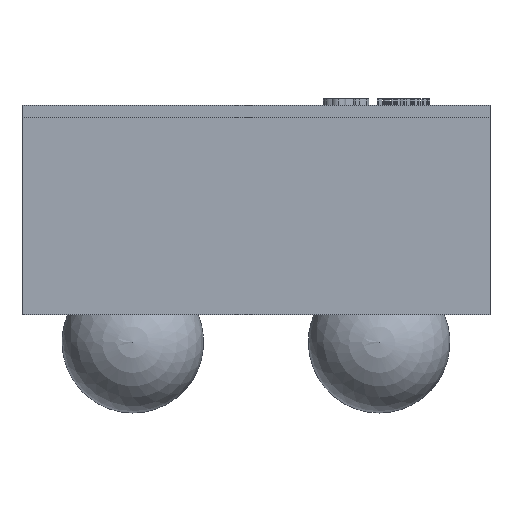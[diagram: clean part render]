
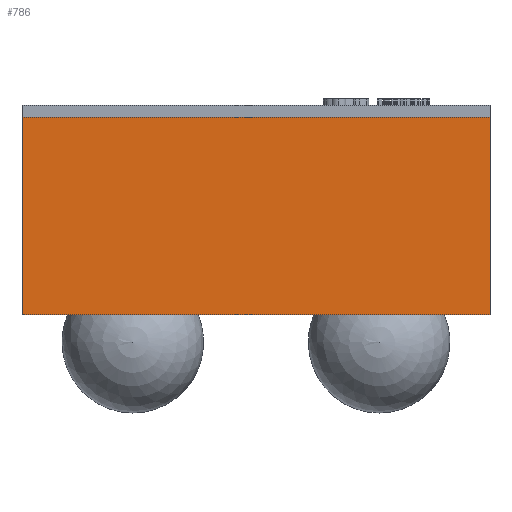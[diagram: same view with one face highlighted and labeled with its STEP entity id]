
A CAD part, front view. The second image highlights one B-rep face of the part: STEP entity #786.
In plain terms, the highlighted planar face has unit normal (0, -1, 0).
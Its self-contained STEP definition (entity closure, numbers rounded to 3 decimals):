
#401 = CARTESIAN_POINT ( 'NONE',  ( -0.38, -0.38, -0.32 ) ) ;
#493 = DIRECTION ( 'NONE',  ( -1., 0., 0. ) ) ;
#677 = EDGE_LOOP ( 'NONE', ( #6828, #2412, #10120, #12396 ) ) ;
#786 = ADVANCED_FACE ( 'NONE', ( #10505 ), #5111, .F. ) ;
#839 = DIRECTION ( 'NONE',  ( -1., 0., 0. ) ) ;
#1395 = EDGE_CURVE ( 'NONE', #2111, #2153, #10682, .T. ) ;
#1965 = VECTOR ( 'NONE', #839, 1000. ) ;
#2111 = VERTEX_POINT ( 'NONE', #401 ) ;
#2153 = VERTEX_POINT ( 'NONE', #13744 ) ;
#2412 = ORIENTED_EDGE ( 'NONE', *, *, #1395, .F. ) ;
#3000 = CARTESIAN_POINT ( 'NONE',  ( 0.38, -0.38, -0.32 ) ) ;
#3913 = LINE ( 'NONE', #14038, #6658 ) ;
#3998 = CARTESIAN_POINT ( 'NONE',  ( -0.38, -0.38, -0.32 ) ) ;
#5111 = PLANE ( 'NONE',  #11499 ) ;
#5155 = EDGE_CURVE ( 'NONE', #12536, #2153, #3913, .T. ) ;
#5849 = LINE ( 'NONE', #3000, #1965 ) ;
#6618 = CARTESIAN_POINT ( 'NONE',  ( 0.38, -0.38, -0.32 ) ) ;
#6658 = VECTOR ( 'NONE', #493, 1000. ) ;
#6736 = DIRECTION ( 'NONE',  ( 0., 0., 1. ) ) ;
#6828 = ORIENTED_EDGE ( 'NONE', *, *, #5155, .T. ) ;
#7326 = DIRECTION ( 'NONE',  ( 0., 0., 1. ) ) ;
#7617 = VECTOR ( 'NONE', #6736, 1000. ) ;
#8383 = DIRECTION ( 'NONE',  ( 0., 1., 0. ) ) ;
#8858 = CARTESIAN_POINT ( 'NONE',  ( 0.38, -0.38, -0.32 ) ) ;
#9118 = EDGE_CURVE ( 'NONE', #9610, #12536, #14343, .T. ) ;
#9483 = CARTESIAN_POINT ( 'NONE',  ( 0.38, -0.38, -0.32 ) ) ;
#9610 = VERTEX_POINT ( 'NONE', #6618 ) ;
#9910 = EDGE_CURVE ( 'NONE', #9610, #2111, #5849, .T. ) ;
#9956 = VECTOR ( 'NONE', #12973, 1000. ) ;
#10120 = ORIENTED_EDGE ( 'NONE', *, *, #9910, .F. ) ;
#10505 = FACE_OUTER_BOUND ( 'NONE', #677, .T. ) ;
#10682 = LINE ( 'NONE', #3998, #9956 ) ;
#11499 = AXIS2_PLACEMENT_3D ( 'NONE', #9483, #8383, #7326 ) ;
#12396 = ORIENTED_EDGE ( 'NONE', *, *, #9118, .T. ) ;
#12536 = VERTEX_POINT ( 'NONE', #13677 ) ;
#12973 = DIRECTION ( 'NONE',  ( 0., 0., 1. ) ) ;
#13677 = CARTESIAN_POINT ( 'NONE',  ( 0.38, -0.38, 0. ) ) ;
#13744 = CARTESIAN_POINT ( 'NONE',  ( -0.38, -0.38, 0. ) ) ;
#14038 = CARTESIAN_POINT ( 'NONE',  ( 0.38, -0.38, 0. ) ) ;
#14343 = LINE ( 'NONE', #8858, #7617 ) ;
